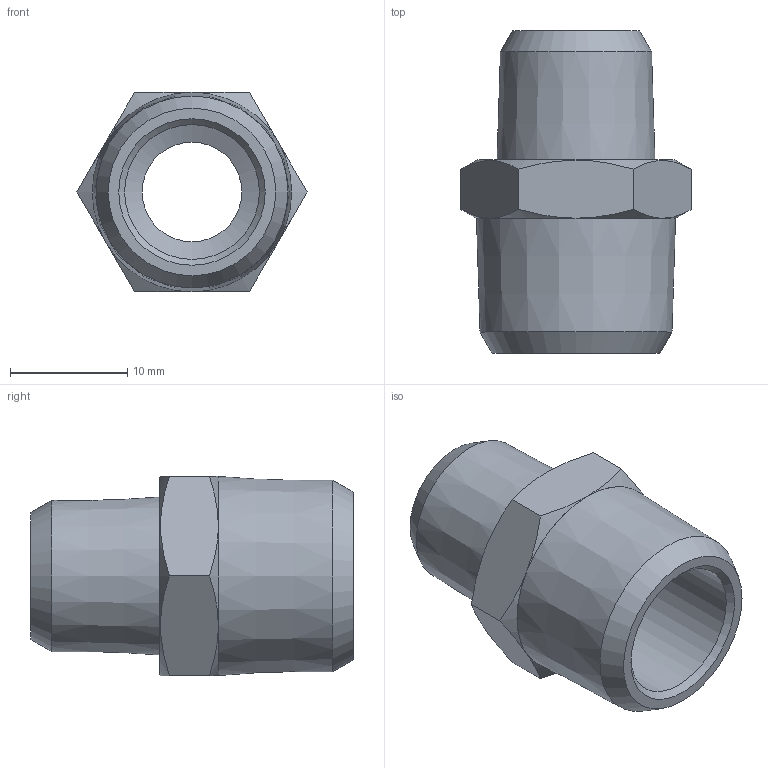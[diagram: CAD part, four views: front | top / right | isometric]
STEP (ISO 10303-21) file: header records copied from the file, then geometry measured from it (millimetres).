
FILE_DESCRIPTION(( 'RAL.12.14.38.stp' ), '1');
FILE_NAME( 'RAL.12.14.38.stp', '2021-02-22T10:31:29',( 'Sopra'),('sopra-pneumatic.com'), 'SwSTEP 2.0','SolidWorks 2009','' );
FILE_SCHEMA( ( 'CONFIG_CONTROL_DESIGN' ) );
Length unit declared in the file: millimetre
Products named in the file (1): NONE
Bounding box: 19.63 x 27.5 x 17 mm (x, y, z)
Volume: 2907.4 mm3; surface area: 2446.6 mm2
Topology: 1 solids, 1 shells, 26 faces, 55 edges, 33 vertices
Faces by surface type: cone 14, plane 10, cylinder 2
Full cylindrical faces by diameter (mm): 8.5 x1, 11.5 x1
Entity records: 744 total; most frequent: CARTESIAN_POINT 201, DIRECTION 98, ORIENTED_EDGE 90, AXIS2_PLACEMENT_3D 46, EDGE_CURVE 45, EDGE_LOOP 40, VERTEX_POINT 33, FACE_OUTER_BOUND 28
